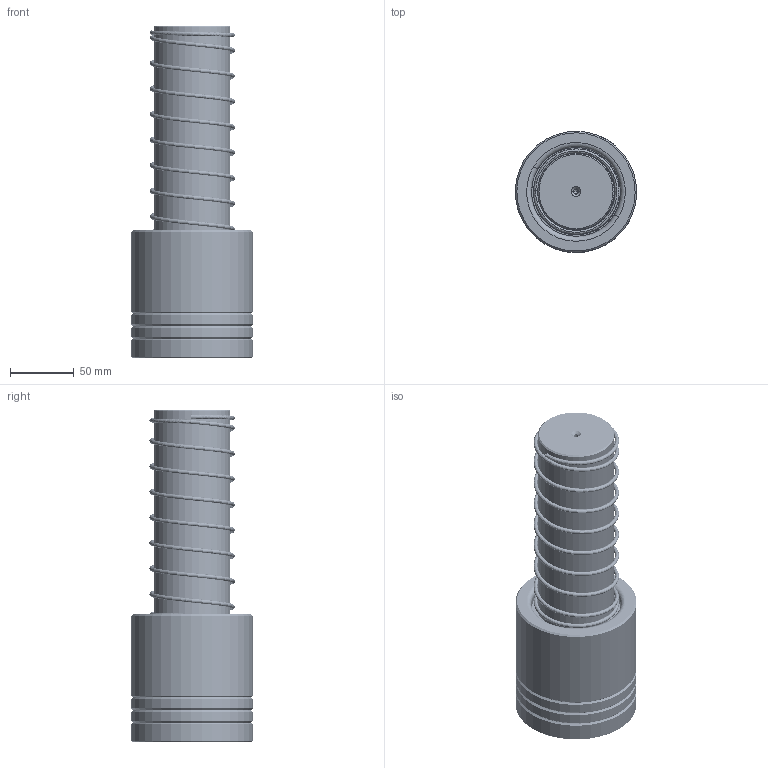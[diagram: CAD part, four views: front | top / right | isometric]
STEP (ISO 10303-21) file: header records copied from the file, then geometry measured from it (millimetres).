
FILE_DESCRIPTION (( 'STEP AP214' ), '1' );
FILE_NAME ('LBSH LBJH-D60-L260£¨BL-100£©.STEP', '2021-08-13T06:53:05', ( '' ), ( '' ), 'SwSTEP 2.0', 'SolidWorks 2016', '' );
FILE_SCHEMA (( 'AUTOMOTIVE_DESIGN' ));
Length unit declared in the file: millimetre
Products named in the file (299): BALL-D5; TBB-D95-d70-L100; HWP-D66.9-60.5-L150; LBSH LBJH-D60-L260（BL-100）; DDP-D60-L260; BSH-69.5-60.5-L90; BSH-D69.5-60.5-L90郪蚾
Assembly tree (294 placements, depth 3):
  BALL-D5
  BALL-D5
  BALL-D5
  BALL-D5
  BALL-D5
Bounding box: 94.99 x 94.99 x 260.02 mm (x, y, z)
Volume: 1151911.4 mm3; surface area: 210784 mm2
Topology: 290 solids, 290 shells, 1241 faces, 5395 edges, 3586 vertices
Faces by surface type: sphere 1144, cone 28, cylinder 24, torus 16, plane 15, bspline 14
Entity records: 56778 total; most frequent: CARTESIAN_POINT 34186, ORIENTED_EDGE 3908, DIRECTION 3338, EDGE_CURVE 1954, AXIS2_PLACEMENT_3D 1633, VERTEX_POINT 1286, EDGE_LOOP 1240, B_SPLINE_CURVE_WITH_KNOTS 1209
